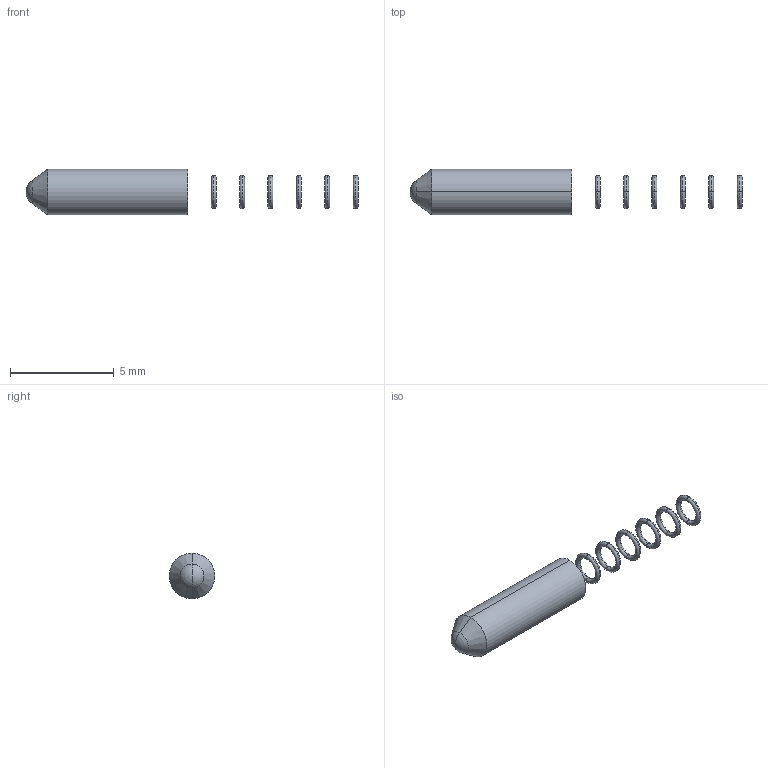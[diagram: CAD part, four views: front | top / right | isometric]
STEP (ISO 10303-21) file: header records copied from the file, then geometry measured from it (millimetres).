
FILE_DESCRIPTION(('STEP AP214'),'1');
FILE_NAME(' ',' ',('TraceParts'),('TraceParts S.A.'),'XStep 1.0',' ',' ');
FILE_SCHEMA(('automotive_design'));
Length unit declared in the file: millimetre
Products named in the file (7): 1; 2; 3; 4; 5; 6; 7
Bounding box: 16 x 2.2 x 2.2 mm (x, y, z)
Volume: 14.6 mm3; surface area: 110.7 mm2
Topology: 7 solids, 7 shells, 37 faces, 76 edges, 38 vertices
Faces by surface type: torus 24, cylinder 4, cone 4, sphere 4, plane 1
Entity records: 1982 total; most frequent: DIRECTION 224, STYLED_ITEM 154, PRESENTATION_STYLE_ASSIGNMENT 154, CARTESIAN_POINT 154, COLOUR_RGB 154, ORIENTED_EDGE 144, AXIS2_PLACEMENT_3D 108, EDGE_CURVE 72
